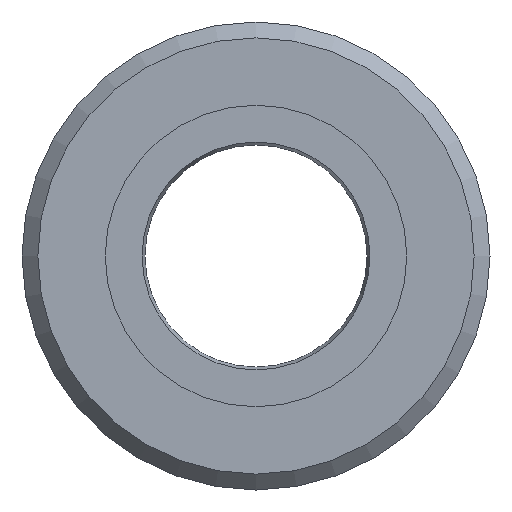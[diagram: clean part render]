
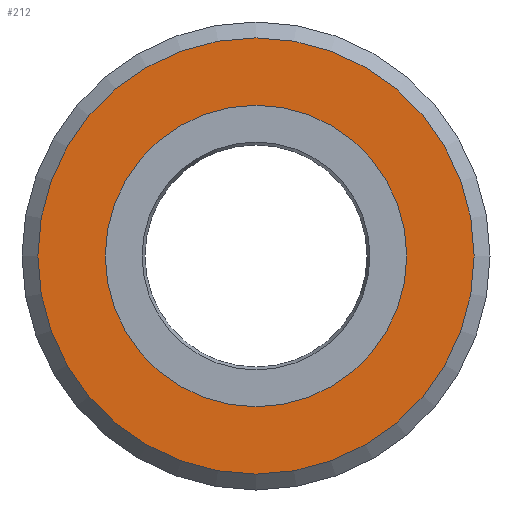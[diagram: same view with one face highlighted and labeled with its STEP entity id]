
A CAD part, left-side view. The second image highlights one B-rep face of the part: STEP entity #212.
In plain terms, the highlighted planar face has unit normal (-1, 0, 0).
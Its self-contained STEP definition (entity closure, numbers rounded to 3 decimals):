
#16=FACE_BOUND('',#51,.T.);
#22=PLANE('',#258);
#35=FACE_OUTER_BOUND('',#50,.T.);
#50=EDGE_LOOP('',(#170));
#51=EDGE_LOOP('',(#171));
#93=CIRCLE('',#255,27.5);
#95=CIRCLE('',#259,19.);
#109=VERTEX_POINT('',#368);
#111=VERTEX_POINT('',#376);
#131=EDGE_CURVE('',#109,#109,#93,.T.);
#134=EDGE_CURVE('',#111,#111,#95,.T.);
#170=ORIENTED_EDGE('',*,*,#131,.F.);
#171=ORIENTED_EDGE('',*,*,#134,.T.);
#212=ADVANCED_FACE('',(#35,#16),#22,.T.);
#255=AXIS2_PLACEMENT_3D('',#370,#301,#302);
#258=AXIS2_PLACEMENT_3D('',#375,#308,#309);
#259=AXIS2_PLACEMENT_3D('',#377,#310,#311);
#301=DIRECTION('center_axis',(1.,0.,0.));
#302=DIRECTION('ref_axis',(0.,-1.,0.));
#308=DIRECTION('center_axis',(-1.,0.,0.));
#309=DIRECTION('ref_axis',(0.,0.,1.));
#310=DIRECTION('center_axis',(1.,0.,0.));
#311=DIRECTION('ref_axis',(0.,0.,-1.));
#368=CARTESIAN_POINT('',(-2.5,27.5,0.));
#370=CARTESIAN_POINT('Origin',(-2.5,0.,0.));
#375=CARTESIAN_POINT('Origin',(-2.5,29.5,0.));
#376=CARTESIAN_POINT('',(-2.5,-19.,0.));
#377=CARTESIAN_POINT('Origin',(-2.5,0.,0.));
